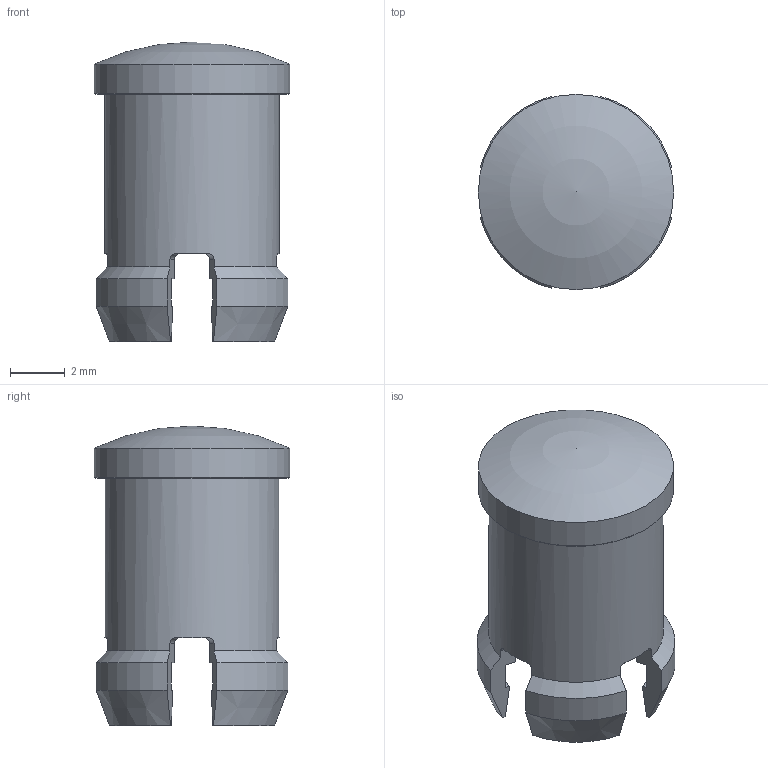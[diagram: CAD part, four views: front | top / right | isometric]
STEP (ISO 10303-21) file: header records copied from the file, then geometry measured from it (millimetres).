
FILE_DESCRIPTION(/* description */ (''),/* implementation_level */ '2;1');
FILE_NAME(/* name */ '5mm led fresnel lens.step',/* time_stamp */ '2021-03-23T12:53:54+03:00',/* author */ (''),/* organization */ (''),/* preprocessor_version */ 'ST-DEVELOPER v18.1',/* originating_system */ 'Autodesk Translation Framework v9.10.0.1330',/* authorisation */ '');
FILE_SCHEMA (('AUTOMOTIVE_DESIGN { 1 0 10303 214 3 1 1 }'));
Length unit declared in the file: millimetre
Products named in the file (1): 5mm led fresnel lens
Bounding box: 7.1 x 7.1 x 10.9 mm (x, y, z)
Volume: 128.3 mm3; surface area: 436.9 mm2
Topology: 1 solids, 1 shells, 65 faces, 180 edges, 119 vertices
Faces by surface type: plane 28, cylinder 22, cone 13, sphere 2
Full cylindrical faces by diameter (mm): 1.2 x1, 2.2 x1, 4.2 x1, 5.1 x1, 6.35 x1, 7.1 x1
Entity records: 2231 total; most frequent: CARTESIAN_POINT 507, ORIENTED_EDGE 356, DIRECTION 353, EDGE_CURVE 178, AXIS2_PLACEMENT_3D 125, VERTEX_POINT 119, LINE 103, VECTOR 103
